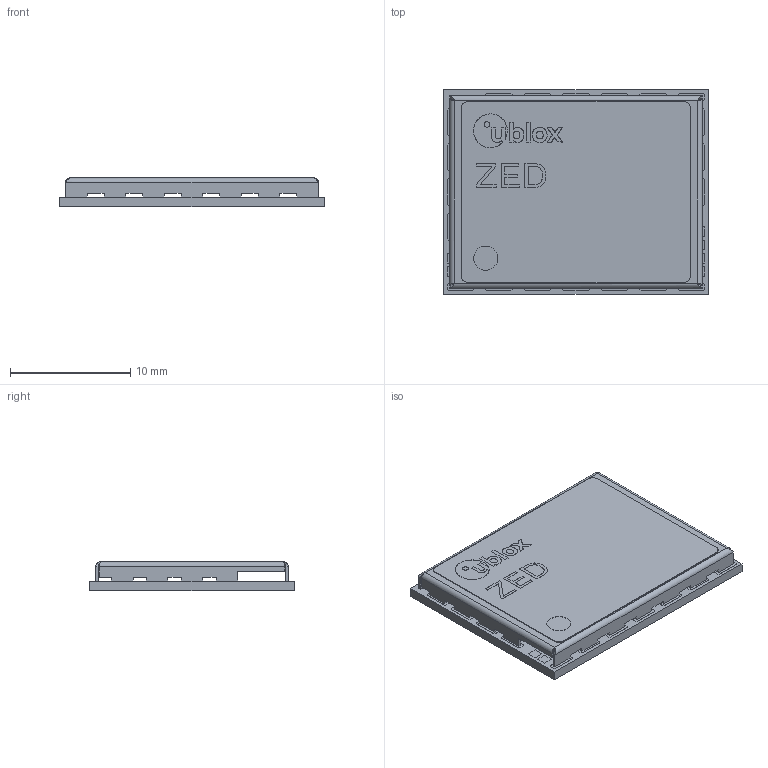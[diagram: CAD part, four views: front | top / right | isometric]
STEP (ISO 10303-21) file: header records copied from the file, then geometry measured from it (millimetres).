
FILE_DESCRIPTION(/* description */ (''),/* implementation_level */ '2;1');
FILE_NAME(/* name */ 'ZED.step',/* time_stamp */ '2022-03-09T14:19:47+01:00',/* author */ (''),/* organization */ (''),/* preprocessor_version */ 'ST-DEVELOPER v18.1',/* originating_system */ 'Autodesk Translation Framework v10.13.0.1454',/* authorisation */ '');
FILE_SCHEMA (('AUTOMOTIVE_DESIGN { 1 0 10303 214 3 1 1 }'));
Length unit declared in the file: millimetre
Products named in the file (2): ZED_Form_Factor_with_Pin1Mark; Pin1Mark
Assembly tree (1 placements, depth 2):
  ZED_Form_Factor_with_Pin1Mark
    Pin1Mark
Bounding box: 22 x 17 x 2.48 mm (x, y, z)
Volume: 400.2 mm3; surface area: 2557.9 mm2
Topology: 137 solids, 137 shells, 1730 faces, 4321 edges, 2870 vertices
Faces by surface type: plane 1705, cylinder 13, bspline 12
Full cylindrical faces by diameter (mm): 2 x1
Entity records: 51679 total; most frequent: CARTESIAN_POINT 10300, ORIENTED_EDGE 8642, DIRECTION 7749, EDGE_CURVE 4321, LINE 4287, VECTOR 4287, VERTEX_POINT 2870, EDGE_LOOP 1741
